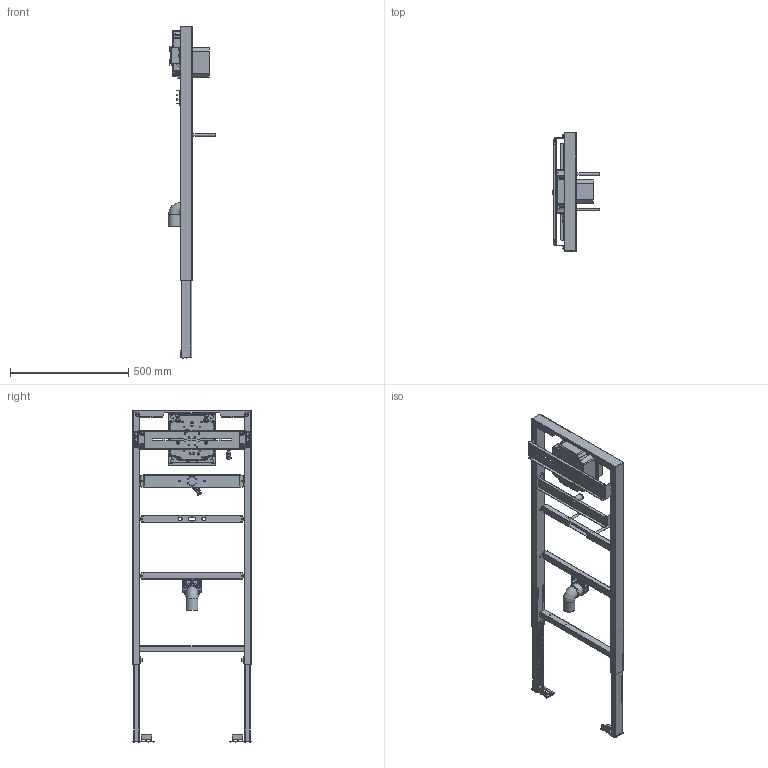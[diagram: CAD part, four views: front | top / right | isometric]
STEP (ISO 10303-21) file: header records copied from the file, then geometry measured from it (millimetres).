
FILE_DESCRIPTION(/* description */ ('Unknown'),/* implementation_level */ '2;1');
FILE_NAME(/* name */ '38786001',/* time_stamp */ '2022-09-07T17:15:33+02:00',/* author */ ('Unknown'),/* organization */ ('GROHE AG'),/* preprocessor_version */ 'ST-DEVELOPER v16.7',/* originating_system */ 'DEX',/* authorisation */ $);
FILE_SCHEMA (('AUTOMOTIVE_DESIGN {1 0 10303 214 3 1 1}'));
Length unit declared in the file: millimetre
Products named in the file (3): 38786001; id51
Assembly tree (2 placements, depth 2):
  38786001
    38786001
    id51
Bounding box: 199.43 x 500 x 1401.2 mm (x, y, z)
Volume: 306980.5 mm3; surface area: 1763521.9 mm2
Topology: 1 solids, 152 shells, 1100 faces, 4720 edges, 3454 vertices
Faces by surface type: plane 656, cylinder 303, cone 72, torus 33, bspline 29, sphere 7
Full cylindrical faces by diameter (mm): 3.8 x6, 4 x2, 4.5 x4, 4.8 x12, 5 x10, 5.5 x2, 6.2 x2, 6.5 x4, 9 x1, 10 x2, 11.619 x1, 12 x12, 13 x2, 16 x2, 18 x8, 18.6 x2, 25 x2, 27 x2, 30 x2, 45 x1, 50 x1, 54.6 x2, 63 x1
Entity records: 51243 total; most frequent: CARTESIAN_POINT 12041, DIRECTION 8010, ORIENTED_EDGE 6455, EDGE_CURVE 4500, VERTEX_POINT 3385, AXIS2_PLACEMENT_3D 2714, LINE 2582, VECTOR 2582
